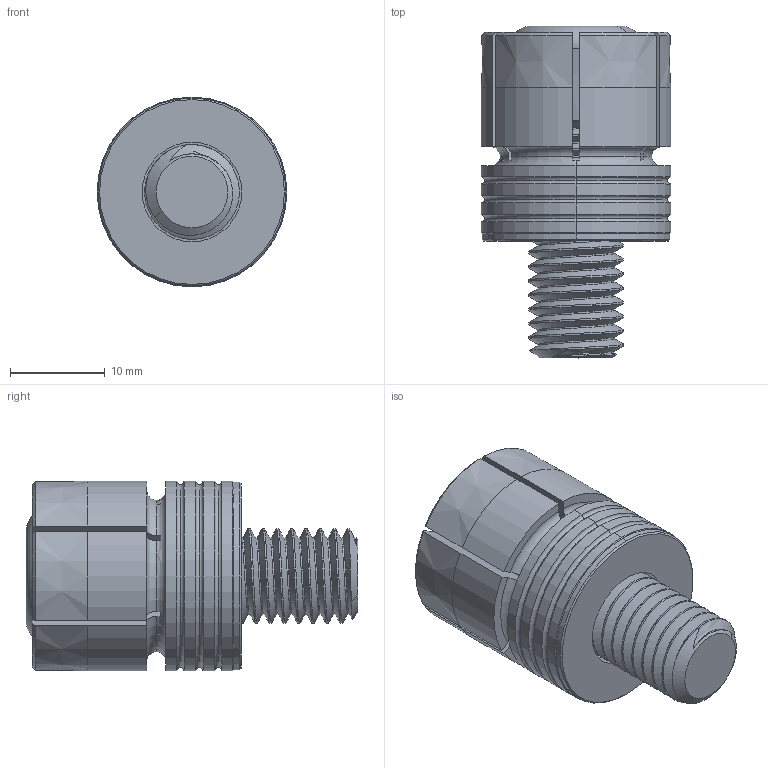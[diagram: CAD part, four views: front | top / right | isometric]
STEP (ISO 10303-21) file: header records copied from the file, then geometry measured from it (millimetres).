
FILE_DESCRIPTION (( 'STEP AP214' ), '1' );
FILE_NAME ('38670_STEP.STEP', '2021-07-29T15:37:06', ( '' ), ( '' ), 'SwSTEP 2.0', 'SolidWorks 2021', '' );
FILE_SCHEMA (( 'AUTOMOTIVE_DESIGN' ));
Length unit declared in the file: inch
Products named in the file (3): 386701_386701; 38032S_38032S; 38670_STEP
Assembly tree (2 placements, depth 2):
  38670_STEP
    386701_386701
    38032S_38032S
Bounding box: 20 x 35 x 20 mm (x, y, z)
Volume: 6501.3 mm3; surface area: 5244.7 mm2
Topology: 2 solids, 2 shells, 189 faces, 508 edges, 325 vertices
Faces by surface type: cylinder 87, plane 42, cone 36, torus 22, bspline 2
Entity records: 8252 total; most frequent: CARTESIAN_POINT 3809, ORIENTED_EDGE 1016, DIRECTION 823, EDGE_CURVE 508, AXIS2_PLACEMENT_3D 330, VERTEX_POINT 325, EDGE_LOOP 193, FACE_OUTER_BOUND 189
